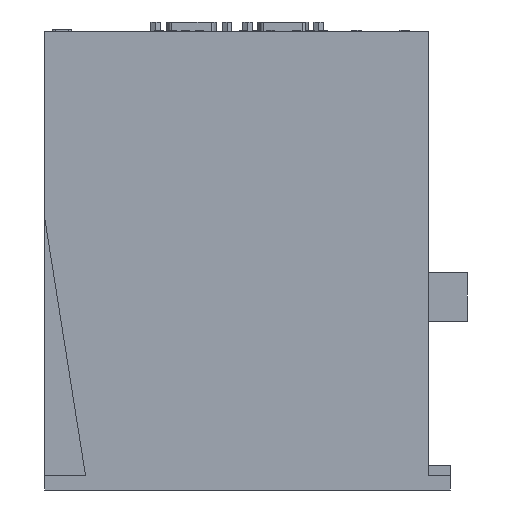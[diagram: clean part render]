
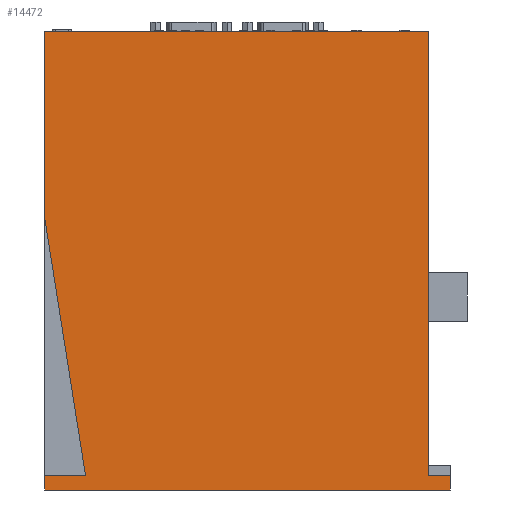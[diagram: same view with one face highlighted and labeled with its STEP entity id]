
A CAD part, left-side view. The second image highlights one B-rep face of the part: STEP entity #14472.
In plain terms, the highlighted planar face has unit normal (-1, 0, 0).
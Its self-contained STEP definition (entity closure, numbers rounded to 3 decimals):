
#16410 = EDGE_CURVE ( 'NONE', #16677, #1628, #22204, .T. ) ;
#163 = LINE ( 'NONE', #164, #165 ) ;
#164 = CARTESIAN_POINT ( 'NONE',  ( -45., 84., -95. ) ) ;
#165 = VECTOR ( 'NONE', #166, 1000. ) ;
#166 = DIRECTION ( 'NONE',  ( 0., -1., 0. ) ) ;
#16550 = CARTESIAN_POINT ( 'NONE',  ( -45., -75., 95. ) ) ;
#16677 = VERTEX_POINT ( 'NONE', #22685 ) ;
#399 = CARTESIAN_POINT ( 'NONE',  ( -45., -84., -95. ) ) ;
#17207 = ORIENTED_EDGE ( 'NONE', *, *, #17582, .F. ) ;
#17495 = LINE ( 'NONE', #17496, #17497 ) ;
#17496 = CARTESIAN_POINT ( 'NONE',  ( -45., -75., 95. ) ) ;
#17497 = VECTOR ( 'NONE', #17498, 1000. ) ;
#17498 = DIRECTION ( 'NONE',  ( 0., 0., -1. ) ) ;
#17557 = CARTESIAN_POINT ( 'NONE',  ( -45., 84., -95. ) ) ;
#17582 = EDGE_CURVE ( 'NONE', #13372, #16677, #23495, .T. ) ;
#1416 = LINE ( 'NONE', #1417, #1418 ) ;
#1417 = CARTESIAN_POINT ( 'NONE',  ( -45., -84., -89. ) ) ;
#1418 = VECTOR ( 'NONE', #1419, 1000. ) ;
#1419 = DIRECTION ( 'NONE',  ( 0., 0., -1. ) ) ;
#1628 = VERTEX_POINT ( 'NONE', #7175 ) ;
#18149 = ORIENTED_EDGE ( 'NONE', *, *, #13110, .T. ) ;
#1844 = CARTESIAN_POINT ( 'NONE',  ( -45., -84., -89. ) ) ;
#18700 = VERTEX_POINT ( 'NONE', #24435 ) ;
#18701 = ORIENTED_EDGE ( 'NONE', *, *, #19072, .T. ) ;
#18894 = LINE ( 'NONE', #18895, #18896 ) ;
#18895 = CARTESIAN_POINT ( 'NONE',  ( -45., 84., 95. ) ) ;
#18896 = VECTOR ( 'NONE', #18897, 1000. ) ;
#18897 = DIRECTION ( 'NONE',  ( 0., 0., -1. ) ) ;
#19072 = EDGE_CURVE ( 'NONE', #12191, #19331, #163, .T. ) ;
#2702 = EDGE_CURVE ( 'NONE', #2967, #1628, #9230, .T. ) ;
#19131 = CARTESIAN_POINT ( 'NONE',  ( -45., 84., -89. ) ) ;
#2933 = LINE ( 'NONE', #2934, #2935 ) ;
#2934 = CARTESIAN_POINT ( 'NONE',  ( -45., 84., -89. ) ) ;
#2935 = VECTOR ( 'NONE', #2936, 1000. ) ;
#2936 = DIRECTION ( 'NONE',  ( 0., 1., 0. ) ) ;
#19331 = VERTEX_POINT ( 'NONE', #399 ) ;
#2967 = VERTEX_POINT ( 'NONE', #9449 ) ;
#19863 = ORIENTED_EDGE ( 'NONE', *, *, #20233, .F. ) ;
#3736 = EDGE_LOOP ( 'NONE', ( #15457, #16038, #17207, #18149, #18701, #19863, #21010, #22012, #22582 ) ) ;
#20218 = FACE_OUTER_BOUND ( 'NONE', #3736, .T. ) ;
#20219 = PLANE ( 'NONE',  #20220 ) ;
#20220 = AXIS2_PLACEMENT_3D ( 'NONE', #20221, #20222, #20223 ) ;
#20221 = CARTESIAN_POINT ( 'NONE',  ( -45., 84., 95. ) ) ;
#20222 = DIRECTION ( 'NONE',  ( 1., 0., 0. ) ) ;
#20223 = DIRECTION ( 'NONE',  ( 0., 1., 0. ) ) ;
#20233 = EDGE_CURVE ( 'NONE', #20492, #19331, #1416, .T. ) ;
#20492 = VERTEX_POINT ( 'NONE', #1844 ) ;
#21010 = ORIENTED_EDGE ( 'NONE', *, *, #21446, .T. ) ;
#21446 = EDGE_CURVE ( 'NONE', #20492, #18700, #2933, .T. ) ;
#5296 = LINE ( 'NONE', #5322, #5323 ) ;
#5322 = CARTESIAN_POINT ( 'NONE',  ( -45., 84., 95. ) ) ;
#5323 = VECTOR ( 'NONE', #5324, 1000. ) ;
#5324 = DIRECTION ( 'NONE',  ( 0., -1., 0. ) ) ;
#22012 = ORIENTED_EDGE ( 'NONE', *, *, #12019, .F. ) ;
#22204 = LINE ( 'NONE', #22205, #22206 ) ;
#22205 = CARTESIAN_POINT ( 'NONE',  ( -45., 84., 17.248 ) ) ;
#22206 = VECTOR ( 'NONE', #22207, 1000. ) ;
#22207 = DIRECTION ( 'NONE',  ( 0., 0.156, 0.988 ) ) ;
#22582 = ORIENTED_EDGE ( 'NONE', *, *, #22952, .F. ) ;
#22685 = CARTESIAN_POINT ( 'NONE',  ( -45., 67.172, -89. ) ) ;
#22952 = EDGE_CURVE ( 'NONE', #2967, #11284, #5296, .T. ) ;
#23495 = LINE ( 'NONE', #23496, #23497 ) ;
#23496 = CARTESIAN_POINT ( 'NONE',  ( -45., 67.172, -89. ) ) ;
#23497 = VECTOR ( 'NONE', #23498, 1000. ) ;
#23498 = DIRECTION ( 'NONE',  ( 0., -1., 0. ) ) ;
#7175 = CARTESIAN_POINT ( 'NONE',  ( -45., 84., 17.248 ) ) ;
#24435 = CARTESIAN_POINT ( 'NONE',  ( -45., -75., -89. ) ) ;
#9230 = LINE ( 'NONE', #9231, #9232 ) ;
#9231 = CARTESIAN_POINT ( 'NONE',  ( -45., 84., 95. ) ) ;
#9232 = VECTOR ( 'NONE', #9253, 1000. ) ;
#9253 = DIRECTION ( 'NONE',  ( 0., 0., -1. ) ) ;
#9449 = CARTESIAN_POINT ( 'NONE',  ( -45., 84., 95. ) ) ;
#11284 = VERTEX_POINT ( 'NONE', #16550 ) ;
#12019 = EDGE_CURVE ( 'NONE', #11284, #18700, #17495, .T. ) ;
#12191 = VERTEX_POINT ( 'NONE', #17557 ) ;
#13110 = EDGE_CURVE ( 'NONE', #13372, #12191, #18894, .T. ) ;
#13372 = VERTEX_POINT ( 'NONE', #19131 ) ;
#14472 = ADVANCED_FACE ( 'NONE', ( #20218 ), #20219, .F. ) ;
#15457 = ORIENTED_EDGE ( 'NONE', *, *, #2702, .T. ) ;
#16038 = ORIENTED_EDGE ( 'NONE', *, *, #16410, .F. ) ;
